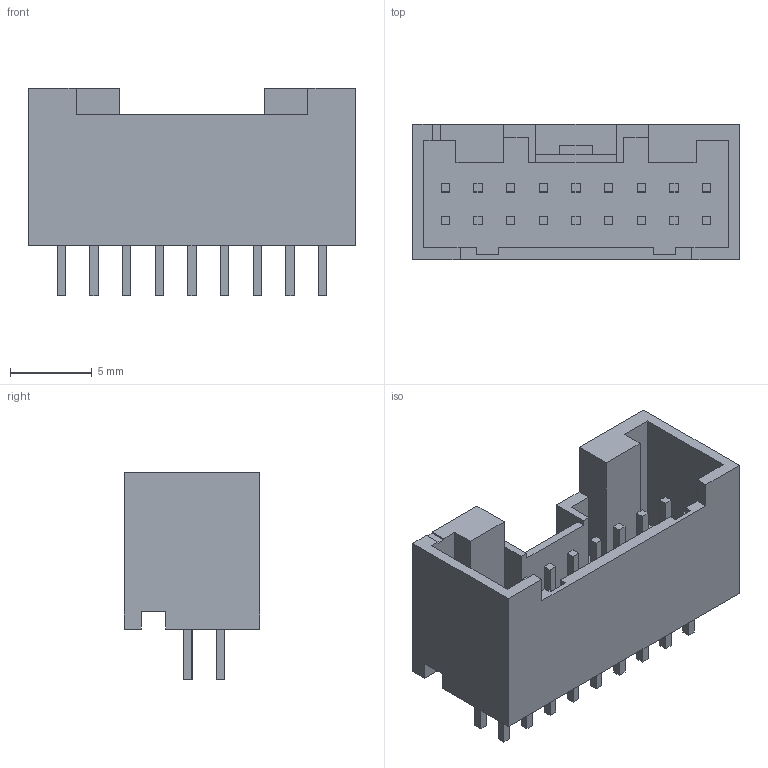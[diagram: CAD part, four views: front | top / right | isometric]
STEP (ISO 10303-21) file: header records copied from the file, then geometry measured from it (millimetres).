
FILE_DESCRIPTION(('FreeCAD Model'),'2;1');
FILE_NAME('JST_PUD_B18B-PUDSS_2x09x2.00mm_Straight.STEP','2016-03-19T21:20:27',( 'Author'),(''),'Open CASCADE STEP processor 6.8','FreeCAD','Unknown' );
FILE_SCHEMA(('AUTOMOTIVE_DESIGN_CC2 { 1 2 10303 214 -1 1 5 4 }'));
Length unit declared in the file: millimetre
Products named in the file (1): B18B-PUDSS
Bounding box: 20 x 8.3 x 12.7 mm (x, y, z)
Volume: 647 mm3; surface area: 1546.8 mm2
Topology: 1 solids, 1 shells, 235 faces, 588 edges, 392 vertices
Faces by surface type: plane 235
Entity records: 16164 total; most frequent: CARTESIAN_POINT 2392, DIRECTION 2236, LINE 1764, VECTOR 1764, ORIENTED_EDGE 1176, PCURVE 1176, DEFINITIONAL_REPRESENTATION 1176, EDGE_CURVE 588
